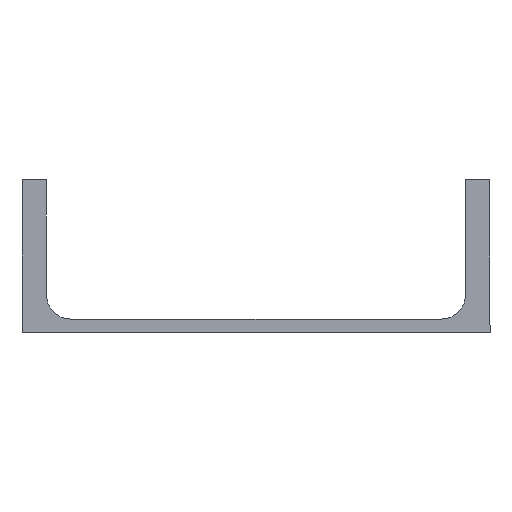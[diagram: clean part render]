
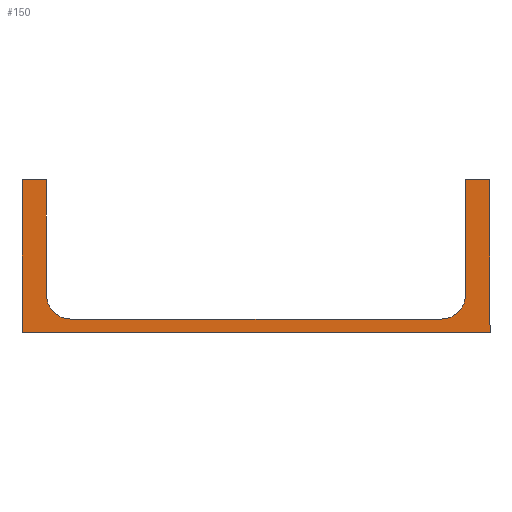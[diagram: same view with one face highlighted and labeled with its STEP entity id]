
A CAD part, left-side view. The second image highlights one B-rep face of the part: STEP entity #150.
In plain terms, the highlighted planar face has unit normal (-1, 0, 0).
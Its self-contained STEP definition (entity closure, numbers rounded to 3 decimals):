
#12 = LINE ( 'NONE', #470, #670 ) ;
#50 = CARTESIAN_POINT ( 'NONE',  ( -2092.5, 115., -13.7 ) ) ;
#51 = ORIENTED_EDGE ( 'NONE', *, *, #701, .F. ) ;
#70 = CARTESIAN_POINT ( 'NONE',  ( -2092.5, 91., -7.2 ) ) ;
#83 = LINE ( 'NONE', #657, #161 ) ;
#86 = VERTEX_POINT ( 'NONE', #93 ) ;
#93 = CARTESIAN_POINT ( 'NONE',  ( -2092.5, -103., 61.3 ) ) ;
#95 = VERTEX_POINT ( 'NONE', #578 ) ;
#111 = CARTESIAN_POINT ( 'NONE',  ( -2092.5, -115., 61.3 ) ) ;
#115 = DIRECTION ( 'NONE',  ( 0., -1., 0. ) ) ;
#117 = LINE ( 'NONE', #298, #129 ) ;
#129 = VECTOR ( 'NONE', #343, 1000. ) ;
#145 = DIRECTION ( 'NONE',  ( 0., -1., 0. ) ) ;
#150 = ADVANCED_FACE ( 'NONE', ( #612 ), #218, .T. ) ;
#154 = VERTEX_POINT ( 'NONE', #111 ) ;
#156 = CARTESIAN_POINT ( 'NONE',  ( -2092.5, -115., -13.7 ) ) ;
#160 = AXIS2_PLACEMENT_3D ( 'NONE', #354, #468, #115 ) ;
#161 = VECTOR ( 'NONE', #538, 1000. ) ;
#166 = CARTESIAN_POINT ( 'NONE',  ( -2092.5, -91., -7.2 ) ) ;
#168 = ORIENTED_EDGE ( 'NONE', *, *, #352, .T. ) ;
#171 = VERTEX_POINT ( 'NONE', #452 ) ;
#207 = VERTEX_POINT ( 'NONE', #156 ) ;
#208 = VECTOR ( 'NONE', #599, 1000. ) ;
#209 = CIRCLE ( 'NONE', #160, 12. ) ;
#214 = CARTESIAN_POINT ( 'NONE',  ( -2092.5, 115., -13.7 ) ) ;
#215 = EDGE_CURVE ( 'NONE', #676, #207, #498, .T. ) ;
#216 = VERTEX_POINT ( 'NONE', #362 ) ;
#218 = PLANE ( 'NONE',  #704 ) ;
#220 = ORIENTED_EDGE ( 'NONE', *, *, #693, .F. ) ;
#223 = DIRECTION ( 'NONE',  ( 0., -1., 0. ) ) ;
#230 = LINE ( 'NONE', #239, #294 ) ;
#239 = CARTESIAN_POINT ( 'NONE',  ( -2092.5, 115., -13.7 ) ) ;
#240 = ORIENTED_EDGE ( 'NONE', *, *, #320, .F. ) ;
#263 = EDGE_CURVE ( 'NONE', #86, #216, #700, .T. ) ;
#279 = ORIENTED_EDGE ( 'NONE', *, *, #315, .F. ) ;
#291 = CARTESIAN_POINT ( 'NONE',  ( -2092.5, 91., -7.2 ) ) ;
#294 = VECTOR ( 'NONE', #514, 1000. ) ;
#296 = DIRECTION ( 'NONE',  ( 0., -1., 0. ) ) ;
#298 = CARTESIAN_POINT ( 'NONE',  ( -2092.5, -115., -13.7 ) ) ;
#300 = ORIENTED_EDGE ( 'NONE', *, *, #263, .T. ) ;
#315 = EDGE_CURVE ( 'NONE', #95, #171, #713, .T. ) ;
#317 = ORIENTED_EDGE ( 'NONE', *, *, #552, .T. ) ;
#319 = VECTOR ( 'NONE', #145, 1000. ) ;
#320 = EDGE_CURVE ( 'NONE', #171, #549, #83, .T. ) ;
#338 = VECTOR ( 'NONE', #550, 1000. ) ;
#343 = DIRECTION ( 'NONE',  ( 0., 0., 1. ) ) ;
#352 = EDGE_CURVE ( 'NONE', #609, #549, #723, .T. ) ;
#354 = CARTESIAN_POINT ( 'NONE',  ( -2092.5, -91., 4.8 ) ) ;
#362 = CARTESIAN_POINT ( 'NONE',  ( -2092.5, -103., 4.8 ) ) ;
#368 = CARTESIAN_POINT ( 'NONE',  ( -2092.5, -103., 61.3 ) ) ;
#371 = CARTESIAN_POINT ( 'NONE',  ( -2092.5, 115., 61.3 ) ) ;
#384 = EDGE_LOOP ( 'NONE', ( #51, #220, #168, #240, #279, #469, #543, #317, #564, #300 ) ) ;
#411 = CARTESIAN_POINT ( 'NONE',  ( -2092.5, 103., 4.8 ) ) ;
#441 = DIRECTION ( 'NONE',  ( 0., 1., 0. ) ) ;
#445 = DIRECTION ( 'NONE',  ( 1., 0., 0. ) ) ;
#452 = CARTESIAN_POINT ( 'NONE',  ( -2092.5, 103., 61.3 ) ) ;
#468 = DIRECTION ( 'NONE',  ( -1., 0., 0. ) ) ;
#469 = ORIENTED_EDGE ( 'NONE', *, *, #563, .F. ) ;
#470 = CARTESIAN_POINT ( 'NONE',  ( -2092.5, -115., 61.3 ) ) ;
#473 = DIRECTION ( 'NONE',  ( 0., 1., 0. ) ) ;
#485 = VECTOR ( 'NONE', #296, 1000. ) ;
#491 = VERTEX_POINT ( 'NONE', #166 ) ;
#498 = LINE ( 'NONE', #214, #319 ) ;
#514 = DIRECTION ( 'NONE',  ( 0., 0., 1. ) ) ;
#515 = DIRECTION ( 'NONE',  ( -1., 0., 0. ) ) ;
#525 = AXIS2_PLACEMENT_3D ( 'NONE', #660, #445, #441 ) ;
#538 = DIRECTION ( 'NONE',  ( 0., 0., -1. ) ) ;
#543 = ORIENTED_EDGE ( 'NONE', *, *, #215, .T. ) ;
#549 = VERTEX_POINT ( 'NONE', #411 ) ;
#550 = DIRECTION ( 'NONE',  ( 0., 0., -1. ) ) ;
#552 = EDGE_CURVE ( 'NONE', #207, #154, #117, .T. ) ;
#563 = EDGE_CURVE ( 'NONE', #676, #95, #230, .T. ) ;
#564 = ORIENTED_EDGE ( 'NONE', *, *, #646, .T. ) ;
#578 = CARTESIAN_POINT ( 'NONE',  ( -2092.5, 115., 61.3 ) ) ;
#599 = DIRECTION ( 'NONE',  ( 0., -1., 0. ) ) ;
#609 = VERTEX_POINT ( 'NONE', #70 ) ;
#612 = FACE_OUTER_BOUND ( 'NONE', #384, .T. ) ;
#646 = EDGE_CURVE ( 'NONE', #154, #86, #12, .T. ) ;
#657 = CARTESIAN_POINT ( 'NONE',  ( -2092.5, 103., 61.3 ) ) ;
#660 = CARTESIAN_POINT ( 'NONE',  ( -2092.5, 91., 4.8 ) ) ;
#668 = CARTESIAN_POINT ( 'NONE',  ( -2092.5, -91., 4.8 ) ) ;
#670 = VECTOR ( 'NONE', #473, 1000. ) ;
#676 = VERTEX_POINT ( 'NONE', #50 ) ;
#680 = LINE ( 'NONE', #291, #485 ) ;
#693 = EDGE_CURVE ( 'NONE', #609, #491, #680, .T. ) ;
#700 = LINE ( 'NONE', #368, #338 ) ;
#701 = EDGE_CURVE ( 'NONE', #491, #216, #209, .T. ) ;
#704 = AXIS2_PLACEMENT_3D ( 'NONE', #668, #515, #223 ) ;
#713 = LINE ( 'NONE', #371, #208 ) ;
#723 = CIRCLE ( 'NONE', #525, 12. ) ;
